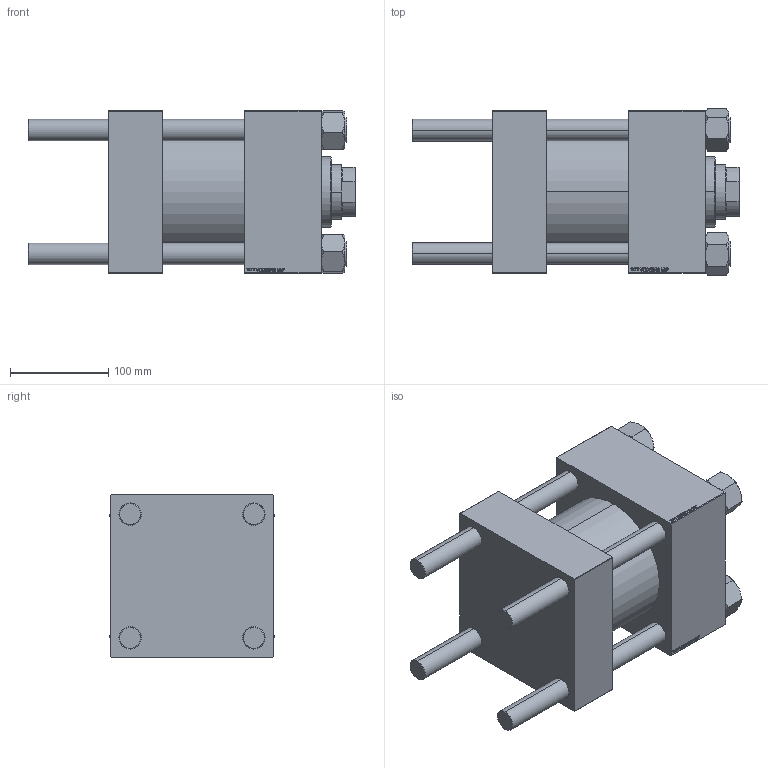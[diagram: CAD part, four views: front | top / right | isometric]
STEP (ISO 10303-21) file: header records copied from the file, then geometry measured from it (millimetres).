
FILE_DESCRIPTION (( 'STEP AP203' ), '1' );
FILE_NAME ('4f25.STEP', '2022-10-03T15:05:26', ( '' ), ( '' ), 'SwSTEP 2.0', 'SolidWorks 2019', '' );
FILE_SCHEMA (( 'CONFIG_CONTROL_DESIGN' ));
Length unit declared in the file: millimetre
Products named in the file (6): 4f25; NUT_M5 654f251a9cf90b119349998342e50fbd; V215CR_BODY_A 654f251a9cf90b119349998342e50fbd; V215CR_VCP 654f251a9cf90b119349998342e50fbd; CR025_012_A_0_G_A_G_M_020_+#_##_TYCINKA 654f251a9cf90b119349998342e50fbd; V215_VC_A 654f251a9cf90b119349998342e50fbd
Assembly tree (11 placements, depth 2):
  4f25
    V215CR_BODY_A 654f251a9cf90b119349998342e50fbd
    CR025_012_A_0_G_A_G_M_020_+#_##_TYCINKA 654f251a9cf90b119349998342e50fbd  x4
    NUT_M5 654f251a9cf90b119349998342e50fbd  x4
    V215CR_VCP 654f251a9cf90b119349998342e50fbd
    V215_VC_A 654f251a9cf90b119349998342e50fbd
Bounding box: 333 x 168.94 x 165.27 mm (x, y, z)
Volume: 4676792.2 mm3; surface area: 550119.1 mm2
Topology: 11 solids, 11 shells, 1188 faces, 3020 edges, 1967 vertices
Faces by surface type: plane 569, bspline 392, cone 136, cylinder 83, torus 8
Entity records: 50490 total; most frequent: CARTESIAN_POINT 27142, ORIENTED_EDGE 5304, DIRECTION 3344, EDGE_CURVE 2652, VERTEX_POINT 1745, LINE 1610, VECTOR 1610, EDGE_LOOP 1163
